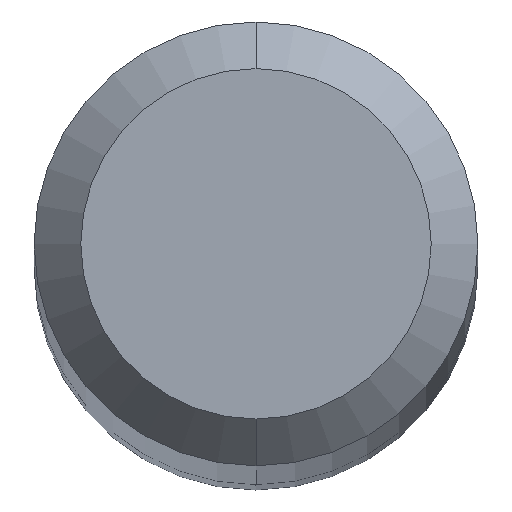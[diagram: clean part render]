
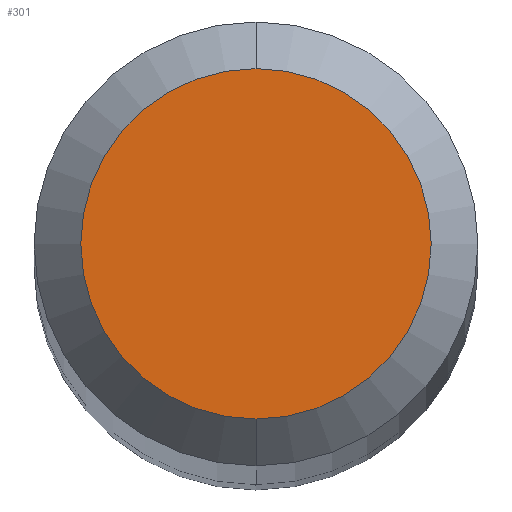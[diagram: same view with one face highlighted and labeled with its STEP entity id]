
A CAD part, top view. The second image highlights one B-rep face of the part: STEP entity #301.
In plain terms, the highlighted planar face has unit normal (0, 0, 1).
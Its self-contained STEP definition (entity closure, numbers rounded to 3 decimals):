
#34 = CARTESIAN_POINT ( 'NONE',  ( 0., 0., 30. ) ) ;
#42 = EDGE_LOOP ( 'NONE', ( #71, #118 ) ) ;
#52 = DIRECTION ( 'NONE',  ( 0., 0., -1. ) ) ;
#54 = AXIS2_PLACEMENT_3D ( 'NONE', #119, #170, #146 ) ;
#71 = ORIENTED_EDGE ( 'NONE', *, *, #113, .F. ) ;
#82 = EDGE_CURVE ( 'NONE', #121, #152, #142, .T. ) ;
#113 = EDGE_CURVE ( 'NONE', #152, #121, #153, .T. ) ;
#117 = FACE_OUTER_BOUND ( 'NONE', #42, .T. ) ;
#118 = ORIENTED_EDGE ( 'NONE', *, *, #82, .F. ) ;
#119 = CARTESIAN_POINT ( 'NONE',  ( 0., 0., 30. ) ) ;
#121 = VERTEX_POINT ( 'NONE', #162 ) ;
#132 = CARTESIAN_POINT ( 'NONE',  ( 0., 0., 30. ) ) ;
#136 = CARTESIAN_POINT ( 'NONE',  ( 0., 0.375, 30. ) ) ;
#138 = DIRECTION ( 'NONE',  ( 0., 1., 0. ) ) ;
#142 = CIRCLE ( 'NONE', #282, 0.375 ) ;
#145 = PLANE ( 'NONE',  #54 ) ;
#146 = DIRECTION ( 'NONE',  ( 0., 1., 0. ) ) ;
#152 = VERTEX_POINT ( 'NONE', #136 ) ;
#153 = CIRCLE ( 'NONE', #195, 0.375 ) ;
#162 = CARTESIAN_POINT ( 'NONE',  ( 0., -0.375, 30. ) ) ;
#170 = DIRECTION ( 'NONE',  ( 0., 0., -1. ) ) ;
#185 = DIRECTION ( 'NONE',  ( 0., 0., -1. ) ) ;
#189 = DIRECTION ( 'NONE',  ( 0., 1., 0. ) ) ;
#195 = AXIS2_PLACEMENT_3D ( 'NONE', #34, #185, #138 ) ;
#282 = AXIS2_PLACEMENT_3D ( 'NONE', #132, #52, #189 ) ;
#301 = ADVANCED_FACE ( 'NONE', ( #117 ), #145, .F. ) ;
